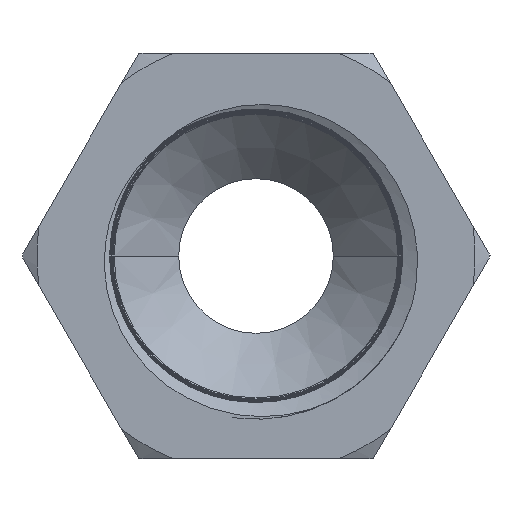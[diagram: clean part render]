
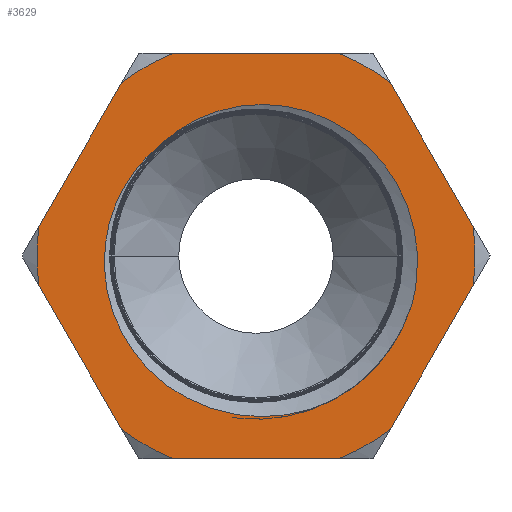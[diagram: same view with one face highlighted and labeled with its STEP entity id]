
A CAD part, left-side view. The second image highlights one B-rep face of the part: STEP entity #3629.
In plain terms, the highlighted planar face has unit normal (-1, 0, 0).
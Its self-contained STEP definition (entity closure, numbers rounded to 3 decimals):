
#121=DIRECTION('',(0.,-0.5,0.866));
#122=VECTOR('',#121,16.806);
#123=CARTESIAN_POINT('',(0.,22.042,3.023));
#124=LINE('',#123,#122);
#125=CARTESIAN_POINT('',(0.,0.,0.));
#126=DIRECTION('',(-1.,0.,0.));
#127=DIRECTION('',(0.,0.378,0.926));
#128=AXIS2_PLACEMENT_3D('',#125,#126,#127);
#130=DIRECTION('',(0.,-1.,0.));
#131=VECTOR('',#130,16.806);
#132=CARTESIAN_POINT('',(0.,8.403,20.6));
#133=LINE('',#132,#131);
#134=CARTESIAN_POINT('',(0.,0.,0.));
#135=DIRECTION('',(-1.,0.,0.));
#136=DIRECTION('',(0.,-0.613,0.79));
#137=AXIS2_PLACEMENT_3D('',#134,#135,#136);
#139=DIRECTION('',(0.,-0.5,-0.866));
#140=VECTOR('',#139,16.806);
#141=CARTESIAN_POINT('',(0.,-13.639,17.577));
#142=LINE('',#141,#140);
#143=DIRECTION('',(0.,0.5,-0.866));
#144=VECTOR('',#143,16.806);
#145=CARTESIAN_POINT('',(0.,-22.042,-3.023));
#146=LINE('',#145,#144);
#147=CARTESIAN_POINT('',(0.,0.,0.));
#148=DIRECTION('',(-1.,0.,0.));
#149=DIRECTION('',(0.,-0.378,-0.926));
#150=AXIS2_PLACEMENT_3D('',#147,#148,#149);
#152=DIRECTION('',(0.,1.,0.));
#153=VECTOR('',#152,16.806);
#154=CARTESIAN_POINT('',(0.,-8.403,-20.6));
#155=LINE('',#154,#153);
#156=CARTESIAN_POINT('',(0.,0.,0.));
#157=DIRECTION('',(-1.,0.,0.));
#158=DIRECTION('',(0.,0.613,-0.79));
#159=AXIS2_PLACEMENT_3D('',#156,#157,#158);
#161=DIRECTION('',(0.,0.5,0.866));
#162=VECTOR('',#161,16.806);
#163=CARTESIAN_POINT('',(0.,13.639,-17.577));
#164=LINE('',#163,#162);
#165=CARTESIAN_POINT('',(0.,9.775,11.262));
#166=CARTESIAN_POINT('',(0.,9.209,11.798));
#167=CARTESIAN_POINT('',(0.,8.007,12.769));
#168=CARTESIAN_POINT('',(0.,5.997,13.936));
#169=CARTESIAN_POINT('',(0.,3.806,14.79));
#170=CARTESIAN_POINT('',(0.,1.504,15.297));
#171=CARTESIAN_POINT('',(0.,-0.852,15.447));
#172=CARTESIAN_POINT('',(0.,-3.234,15.23));
#173=CARTESIAN_POINT('',(0.,-5.54,14.655));
#174=CARTESIAN_POINT('',(0.,-7.765,13.722));
#175=CARTESIAN_POINT('',(0.,-9.817,12.463));
#176=CARTESIAN_POINT('',(0.,-11.666,10.897));
#177=CARTESIAN_POINT('',(0.,-13.269,9.051));
#178=CARTESIAN_POINT('',(0.,-14.57,6.99));
#179=CARTESIAN_POINT('',(0.,-15.555,4.73));
#180=CARTESIAN_POINT('',(0.,-16.186,2.347));
#181=CARTESIAN_POINT('',(0.,-16.453,-0.117));
#182=CARTESIAN_POINT('',(0.,-16.344,-2.606));
#183=CARTESIAN_POINT('',(0.,-16.024,-4.232));
#184=CARTESIAN_POINT('',(0.,-15.801,-5.04));
#186=CARTESIAN_POINT('',(0.,0.,0.));
#187=DIRECTION('',(-1.,0.,0.));
#188=DIRECTION('',(0.,0.655,0.755));
#189=AXIS2_PLACEMENT_3D('',#186,#187,#188);
#191=CARTESIAN_POINT('',(0.,-7.657,-14.702));
#192=CARTESIAN_POINT('',(0.,-7.043,-14.995));
#193=CARTESIAN_POINT('',(0.,-5.792,-15.5));
#194=CARTESIAN_POINT('',(0.,-3.833,-16.023));
#195=CARTESIAN_POINT('',(0.,-1.852,-16.3));
#196=CARTESIAN_POINT('',(0.,0.181,-16.335));
#197=CARTESIAN_POINT('',(0.,2.316,-16.101));
#198=CARTESIAN_POINT('',(0.,4.585,-15.531));
#199=CARTESIAN_POINT('',(0.,6.902,-14.555));
#200=CARTESIAN_POINT('',(0.,9.032,-13.226));
#201=CARTESIAN_POINT('',(0.,10.881,-11.628));
#202=CARTESIAN_POINT('',(0.,12.445,-9.792));
#203=CARTESIAN_POINT('',(0.,13.705,-7.76));
#204=CARTESIAN_POINT('',(0.,14.65,-5.536));
#205=CARTESIAN_POINT('',(0.,15.24,-3.199));
#206=CARTESIAN_POINT('',(0.,15.461,-0.79));
#207=CARTESIAN_POINT('',(0.,15.308,1.57));
#208=CARTESIAN_POINT('',(0.,14.828,3.765));
#209=CARTESIAN_POINT('',(0.,14.059,5.816));
#210=CARTESIAN_POINT('',(0.,13.022,7.709));
#211=CARTESIAN_POINT('',(0.,11.711,9.452));
#212=CARTESIAN_POINT('',(0.,10.682,10.472));
#213=CARTESIAN_POINT('',(0.,10.125,10.949));
#215=CARTESIAN_POINT('',(0.,-15.801,-5.04));
#216=CARTESIAN_POINT('',(0.,-15.581,-5.727));
#217=CARTESIAN_POINT('',(0.,-15.057,-7.062));
#218=CARTESIAN_POINT('',(0.,-14.005,-8.966));
#219=CARTESIAN_POINT('',(0.,-12.728,-10.699));
#220=CARTESIAN_POINT('',(0.,-11.22,-12.27));
#221=CARTESIAN_POINT('',(0.,-9.528,-13.623));
#222=CARTESIAN_POINT('',(0.,-8.299,-14.368));
#223=CARTESIAN_POINT('',(0.,-7.657,-14.702));
#239=CARTESIAN_POINT('',(0.,0.,0.));
#240=DIRECTION('',(-1.,0.,0.));
#241=DIRECTION('',(0.,0.991,0.136));
#242=AXIS2_PLACEMENT_3D('',#239,#240,#241);
#265=CARTESIAN_POINT('',(0.,0.,0.));
#266=DIRECTION('',(-1.,0.,0.));
#267=DIRECTION('',(0.,-0.991,-0.136));
#268=AXIS2_PLACEMENT_3D('',#265,#266,#267);
#3383=CARTESIAN_POINT('',(0.,13.639,-17.577));
#3384=CARTESIAN_POINT('',(0.,8.403,-20.6));
#3385=VERTEX_POINT('',#3383);
#3386=VERTEX_POINT('',#3384);
#3387=CARTESIAN_POINT('',(0.,-8.403,-20.6));
#3388=CARTESIAN_POINT('',(0.,-13.639,-17.577));
#3389=VERTEX_POINT('',#3387);
#3390=VERTEX_POINT('',#3388);
#3391=CARTESIAN_POINT('',(0.,-13.639,17.577));
#3392=CARTESIAN_POINT('',(0.,-8.403,20.6));
#3393=VERTEX_POINT('',#3391);
#3394=VERTEX_POINT('',#3392);
#3395=CARTESIAN_POINT('',(0.,8.403,20.6));
#3396=CARTESIAN_POINT('',(0.,13.639,17.577));
#3397=VERTEX_POINT('',#3395);
#3398=VERTEX_POINT('',#3396);
#3415=CARTESIAN_POINT('',(0.,22.042,-3.023));
#3416=VERTEX_POINT('',#3415);
#3417=CARTESIAN_POINT('',(0.,22.042,3.023));
#3418=VERTEX_POINT('',#3417);
#3419=CARTESIAN_POINT('',(0.,-22.042,3.023));
#3420=VERTEX_POINT('',#3419);
#3421=CARTESIAN_POINT('',(0.,-22.042,-3.023));
#3422=VERTEX_POINT('',#3421);
#3465=VERTEX_POINT('',#165);
#3466=VERTEX_POINT('',#184);
#3467=VERTEX_POINT('',#223);
#3468=VERTEX_POINT('',#213);
#3588=CARTESIAN_POINT('',(0.,0.,0.));
#3589=DIRECTION('',(1.,0.,0.));
#3590=DIRECTION('',(0.,0.,-1.));
#3591=AXIS2_PLACEMENT_3D('',#3588,#3589,#3590);
#3592=PLANE('',#3591);
#3594=ORIENTED_EDGE('',*,*,#3593,.F.);
#3596=ORIENTED_EDGE('',*,*,#3595,.T.);
#3598=ORIENTED_EDGE('',*,*,#3597,.F.);
#3600=ORIENTED_EDGE('',*,*,#3599,.T.);
#3602=ORIENTED_EDGE('',*,*,#3601,.F.);
#3604=ORIENTED_EDGE('',*,*,#3603,.T.);
#3606=ORIENTED_EDGE('',*,*,#3605,.F.);
#3608=ORIENTED_EDGE('',*,*,#3607,.T.);
#3610=ORIENTED_EDGE('',*,*,#3609,.F.);
#3612=ORIENTED_EDGE('',*,*,#3611,.T.);
#3614=ORIENTED_EDGE('',*,*,#3613,.F.);
#3616=ORIENTED_EDGE('',*,*,#3615,.T.);
#3617=EDGE_LOOP('',(#3594,#3596,#3598,#3600,#3602,#3604,#3606,#3608,#3610,#3612,
#3614,#3616));
#3618=FACE_OUTER_BOUND('',#3617,.F.);
#3620=ORIENTED_EDGE('',*,*,#3619,.F.);
#3622=ORIENTED_EDGE('',*,*,#3621,.T.);
#3624=ORIENTED_EDGE('',*,*,#3623,.F.);
#3626=ORIENTED_EDGE('',*,*,#3625,.F.);
#3627=EDGE_LOOP('',(#3620,#3622,#3624,#3626));
#3628=FACE_BOUND('',#3627,.F.);
#129=CIRCLE('',#128,22.248);
#138=CIRCLE('',#137,22.248);
#151=CIRCLE('',#150,22.248);
#160=CIRCLE('',#159,22.248);
#185=B_SPLINE_CURVE_WITH_KNOTS('',3,(#165,#166,#167,#168,#169,#170,#171,#172,
#173,#174,#175,#176,#177,#178,#179,#180,#181,#182,#183,#184),.UNSPECIFIED.,.F.,
.F.,(4,1,1,1,1,1,1,1,1,1,1,1,1,1,1,1,1,4),(0.,0.059,
0.118,0.176,0.235,0.294,
0.353,0.412,0.471,0.529,
0.588,0.647,0.706,0.765,
0.824,0.882,0.941,1.),.UNSPECIFIED.);
#190=CIRCLE('',#189,14.913);
#214=B_SPLINE_CURVE_WITH_KNOTS('',3,(#191,#192,#193,#194,#195,#196,#197,#198,
#199,#200,#201,#202,#203,#204,#205,#206,#207,#208,#209,#210,#211,#212,#213),
.UNSPECIFIED.,.F.,.F.,(4,1,1,1,1,1,1,1,1,1,1,1,1,1,1,1,1,1,1,1,4),(0.,0.05,
0.1,0.15,0.2,0.25,0.3,0.35,0.4,0.45,0.5,0.55,0.6,0.65,
0.7,0.75,0.8,0.85,0.9,0.95,1.),.UNSPECIFIED.);
#224=B_SPLINE_CURVE_WITH_KNOTS('',3,(#215,#216,#217,#218,#219,#220,#221,#222,
#223),.UNSPECIFIED.,.F.,.F.,(4,1,1,1,1,1,4),(0.,0.167,
0.333,0.5,0.667,0.833,1.),
.UNSPECIFIED.);
#243=CIRCLE('',#242,22.248);
#269=CIRCLE('',#268,22.248);
#3593=EDGE_CURVE('',#3418,#3416,#243,.T.);
#3595=EDGE_CURVE('',#3418,#3398,#124,.T.);
#3597=EDGE_CURVE('',#3397,#3398,#129,.T.);
#3599=EDGE_CURVE('',#3397,#3394,#133,.T.);
#3601=EDGE_CURVE('',#3393,#3394,#138,.T.);
#3603=EDGE_CURVE('',#3393,#3420,#142,.T.);
#3605=EDGE_CURVE('',#3422,#3420,#269,.T.);
#3607=EDGE_CURVE('',#3422,#3390,#146,.T.);
#3609=EDGE_CURVE('',#3389,#3390,#151,.T.);
#3611=EDGE_CURVE('',#3389,#3386,#155,.T.);
#3613=EDGE_CURVE('',#3385,#3386,#160,.T.);
#3615=EDGE_CURVE('',#3385,#3416,#164,.T.);
#3619=EDGE_CURVE('',#3465,#3466,#185,.T.);
#3621=EDGE_CURVE('',#3465,#3468,#190,.T.);
#3623=EDGE_CURVE('',#3467,#3468,#214,.T.);
#3625=EDGE_CURVE('',#3466,#3467,#224,.T.);
#3629=ADVANCED_FACE('',(#3618,#3628),#3592,.F.);
